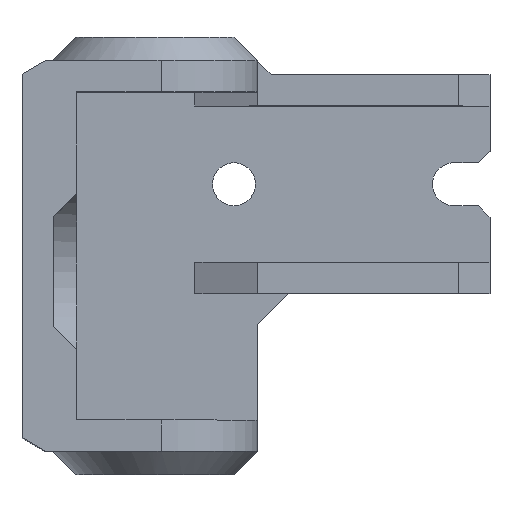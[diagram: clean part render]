
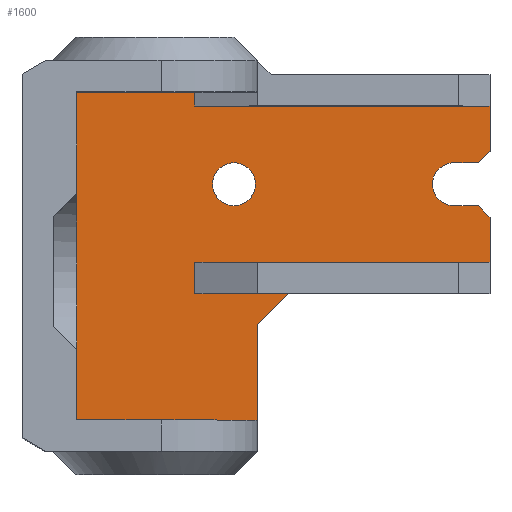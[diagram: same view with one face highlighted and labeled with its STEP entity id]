
A CAD part, top view. The second image highlights one B-rep face of the part: STEP entity #1600.
In plain terms, the highlighted planar face has unit normal (0, 0, 1).
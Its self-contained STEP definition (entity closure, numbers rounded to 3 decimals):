
#46=FACE_BOUND('',#235,.T.);
#73=CIRCLE('',#1709,2.75);
#74=CIRCLE('',#1710,2.75);
#143=FACE_OUTER_BOUND('',#234,.T.);
#234=EDGE_LOOP('',(#1145,#1146,#1147,#1148,#1149,#1150,#1151,#1152,#1153,
#1154,#1155,#1156,#1157,#1158,#1159,#1160,#1161,#1162,#1163));
#235=EDGE_LOOP('',(#1164));
#370=LINE('',#2427,#539);
#382=LINE('',#2454,#551);
#384=LINE('',#2458,#553);
#387=LINE('',#2464,#556);
#388=LINE('',#2466,#557);
#389=LINE('',#2468,#558);
#390=LINE('',#2470,#559);
#391=LINE('',#2472,#560);
#392=LINE('',#2474,#561);
#393=LINE('',#2476,#562);
#394=LINE('',#2478,#563);
#395=LINE('',#2480,#564);
#396=LINE('',#2481,#565);
#397=LINE('',#2483,#566);
#398=LINE('',#2485,#567);
#399=LINE('',#2487,#568);
#400=LINE('',#2489,#569);
#401=LINE('',#2491,#570);
#539=VECTOR('',#1922,10.);
#551=VECTOR('',#1942,10.);
#553=VECTOR('',#1946,10.);
#556=VECTOR('',#1951,10.);
#557=VECTOR('',#1952,10.);
#558=VECTOR('',#1953,10.);
#559=VECTOR('',#1954,10.);
#560=VECTOR('',#1955,10.);
#561=VECTOR('',#1956,10.);
#562=VECTOR('',#1957,10.);
#563=VECTOR('',#1958,10.);
#564=VECTOR('',#1959,10.);
#565=VECTOR('',#1960,10.);
#566=VECTOR('',#1961,10.);
#567=VECTOR('',#1962,10.);
#568=VECTOR('',#1963,10.);
#569=VECTOR('',#1964,10.);
#570=VECTOR('',#1965,10.);
#708=VERTEX_POINT('',#2424);
#709=VERTEX_POINT('',#2426);
#719=VERTEX_POINT('',#2451);
#720=VERTEX_POINT('',#2453);
#721=VERTEX_POINT('',#2457);
#723=VERTEX_POINT('',#2463);
#724=VERTEX_POINT('',#2465);
#725=VERTEX_POINT('',#2467);
#726=VERTEX_POINT('',#2469);
#727=VERTEX_POINT('',#2471);
#728=VERTEX_POINT('',#2473);
#729=VERTEX_POINT('',#2475);
#730=VERTEX_POINT('',#2477);
#731=VERTEX_POINT('',#2479);
#732=VERTEX_POINT('',#2482);
#733=VERTEX_POINT('',#2484);
#734=VERTEX_POINT('',#2486);
#735=VERTEX_POINT('',#2488);
#736=VERTEX_POINT('',#2490);
#737=VERTEX_POINT('',#2493);
#871=EDGE_CURVE('',#709,#708,#370,.T.);
#884=EDGE_CURVE('',#719,#720,#382,.T.);
#886=EDGE_CURVE('',#721,#720,#384,.T.);
#889=EDGE_CURVE('',#723,#719,#387,.T.);
#890=EDGE_CURVE('',#723,#724,#388,.T.);
#891=EDGE_CURVE('',#725,#724,#389,.T.);
#892=EDGE_CURVE('',#726,#725,#390,.T.);
#893=EDGE_CURVE('',#727,#726,#391,.T.);
#894=EDGE_CURVE('',#728,#727,#392,.T.);
#895=EDGE_CURVE('',#729,#728,#393,.T.);
#896=EDGE_CURVE('',#729,#730,#394,.T.);
#897=EDGE_CURVE('',#731,#730,#395,.T.);
#898=EDGE_CURVE('',#709,#731,#396,.T.);
#899=EDGE_CURVE('',#732,#708,#397,.T.);
#900=EDGE_CURVE('',#732,#733,#398,.T.);
#901=EDGE_CURVE('',#734,#733,#399,.T.);
#902=EDGE_CURVE('',#735,#734,#400,.T.);
#903=EDGE_CURVE('',#735,#736,#401,.T.);
#904=EDGE_CURVE('',#736,#721,#73,.T.);
#905=EDGE_CURVE('',#737,#737,#74,.T.);
#1145=ORIENTED_EDGE('',*,*,#884,.F.);
#1146=ORIENTED_EDGE('',*,*,#889,.F.);
#1147=ORIENTED_EDGE('',*,*,#890,.T.);
#1148=ORIENTED_EDGE('',*,*,#891,.F.);
#1149=ORIENTED_EDGE('',*,*,#892,.F.);
#1150=ORIENTED_EDGE('',*,*,#893,.F.);
#1151=ORIENTED_EDGE('',*,*,#894,.F.);
#1152=ORIENTED_EDGE('',*,*,#895,.F.);
#1153=ORIENTED_EDGE('',*,*,#896,.T.);
#1154=ORIENTED_EDGE('',*,*,#897,.F.);
#1155=ORIENTED_EDGE('',*,*,#898,.F.);
#1156=ORIENTED_EDGE('',*,*,#871,.T.);
#1157=ORIENTED_EDGE('',*,*,#899,.F.);
#1158=ORIENTED_EDGE('',*,*,#900,.T.);
#1159=ORIENTED_EDGE('',*,*,#901,.F.);
#1160=ORIENTED_EDGE('',*,*,#902,.F.);
#1161=ORIENTED_EDGE('',*,*,#903,.T.);
#1162=ORIENTED_EDGE('',*,*,#904,.T.);
#1163=ORIENTED_EDGE('',*,*,#886,.T.);
#1164=ORIENTED_EDGE('',*,*,#905,.T.);
#1538=PLANE('',#1708);
#1600=ADVANCED_FACE('',(#143,#46),#1538,.T.);
#1708=AXIS2_PLACEMENT_3D('',#2462,#1949,#1950);
#1709=AXIS2_PLACEMENT_3D('',#2492,#1966,#1967);
#1710=AXIS2_PLACEMENT_3D('',#2494,#1968,#1969);
#1922=DIRECTION('',(-1.,0.,0.));
#1942=DIRECTION('',(-0.707,-0.707,0.));
#1946=DIRECTION('',(1.,0.,0.));
#1949=DIRECTION('center_axis',(0.,0.,1.));
#1950=DIRECTION('ref_axis',(0.,-1.,0.));
#1951=DIRECTION('',(0.,-1.,0.));
#1952=DIRECTION('',(-1.,0.,0.));
#1953=DIRECTION('',(0.,-1.,0.));
#1954=DIRECTION('',(1.,0.,0.));
#1955=DIRECTION('',(0.,1.,0.));
#1956=DIRECTION('',(0.,1.,0.));
#1957=DIRECTION('',(0.,1.,0.));
#1958=DIRECTION('',(1.,0.,0.));
#1959=DIRECTION('',(0.,-1.,0.));
#1960=DIRECTION('',(-0.707,-0.707,0.));
#1961=DIRECTION('',(0.,-1.,0.));
#1962=DIRECTION('',(1.,0.,0.));
#1963=DIRECTION('',(0.,-1.,0.));
#1964=DIRECTION('',(0.707,-0.707,0.));
#1965=DIRECTION('',(-1.,0.,0.));
#1966=DIRECTION('center_axis',(0.,0.,-1.));
#1967=DIRECTION('ref_axis',(-1.,0.,0.));
#1968=DIRECTION('center_axis',(0.,0.,-1.));
#1969=DIRECTION('ref_axis',(-1.,0.,0.));
#2424=CARTESIAN_POINT('',(22.125,20.25,23.));
#2426=CARTESIAN_POINT('',(34.125,20.25,23.));
#2427=CARTESIAN_POINT('',(0.,20.25,23.));
#2451=CARTESIAN_POINT('',(59.875,38.5,23.));
#2453=CARTESIAN_POINT('',(58.375,37.,23.));
#2454=CARTESIAN_POINT('',(46.406,25.031,23.));
#2457=CARTESIAN_POINT('',(55.25,37.,23.));
#2458=CARTESIAN_POINT('',(27.625,37.,23.));
#2462=CARTESIAN_POINT('Origin',(0.,46.,23.));
#2463=CARTESIAN_POINT('',(59.875,44.25,23.));
#2464=CARTESIAN_POINT('',(59.875,46.,23.));
#2465=CARTESIAN_POINT('',(22.125,44.25,23.));
#2466=CARTESIAN_POINT('',(15.063,44.25,23.));
#2467=CARTESIAN_POINT('',(22.125,46.,23.));
#2468=CARTESIAN_POINT('',(22.125,47.125,23.));
#2469=CARTESIAN_POINT('',(7.,46.,23.));
#2470=CARTESIAN_POINT('',(0.,46.,23.));
#2471=CARTESIAN_POINT('',(7.,38.5,23.));
#2472=CARTESIAN_POINT('',(7.,35.5,23.));
#2473=CARTESIAN_POINT('',(7.,7.5,23.));
#2474=CARTESIAN_POINT('',(7.,35.5,23.));
#2475=CARTESIAN_POINT('',(7.,4.,23.));
#2476=CARTESIAN_POINT('',(7.,35.5,23.));
#2477=CARTESIAN_POINT('',(30.125,4.,23.));
#2478=CARTESIAN_POINT('',(0.,4.,23.));
#2479=CARTESIAN_POINT('',(30.125,16.25,23.));
#2480=CARTESIAN_POINT('',(30.125,4.,23.));
#2481=CARTESIAN_POINT('',(31.031,17.156,23.));
#2482=CARTESIAN_POINT('',(22.125,24.25,23.));
#2483=CARTESIAN_POINT('',(22.125,35.125,23.));
#2484=CARTESIAN_POINT('',(59.875,24.25,23.));
#2485=CARTESIAN_POINT('',(29.938,24.25,23.));
#2486=CARTESIAN_POINT('',(59.875,30.,23.));
#2487=CARTESIAN_POINT('',(59.875,46.,23.));
#2488=CARTESIAN_POINT('',(58.375,31.5,23.));
#2489=CARTESIAN_POINT('',(40.531,49.344,23.));
#2490=CARTESIAN_POINT('',(55.25,31.5,23.));
#2491=CARTESIAN_POINT('',(29.938,31.5,23.));
#2492=CARTESIAN_POINT('Origin',(55.25,34.25,23.));
#2493=CARTESIAN_POINT('',(29.875,34.25,23.));
#2494=CARTESIAN_POINT('Origin',(27.125,34.25,23.));
